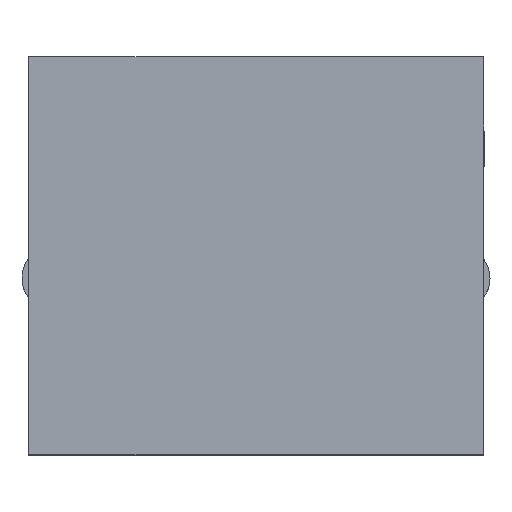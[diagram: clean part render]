
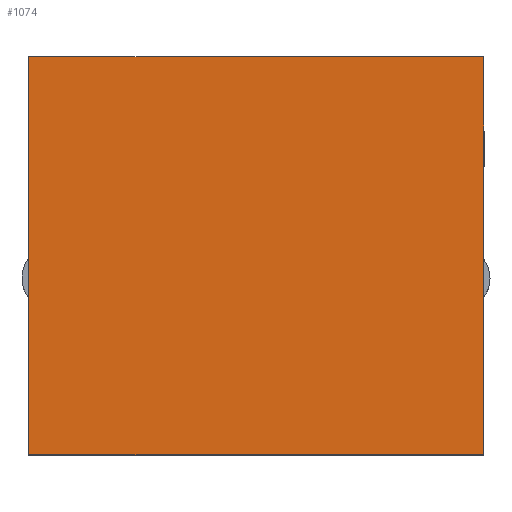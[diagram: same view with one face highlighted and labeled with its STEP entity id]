
A CAD part, top view. The second image highlights one B-rep face of the part: STEP entity #1074.
In plain terms, the highlighted planar face has unit normal (0, 0, 1).
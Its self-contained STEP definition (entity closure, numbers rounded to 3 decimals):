
#518 = VERTEX_POINT('',#519);
#519 = CARTESIAN_POINT('',(16.7,0.,14.75));
#525 = EDGE_CURVE('',#518,#526,#528,.T.);
#526 = VERTEX_POINT('',#527);
#527 = CARTESIAN_POINT('',(16.7,14.6,14.75));
#528 = LINE('',#529,#530);
#529 = CARTESIAN_POINT('',(16.7,0.,14.75));
#530 = VECTOR('',#531,1.);
#531 = DIRECTION('',(0.,1.,0.));
#564 = EDGE_CURVE('',#526,#565,#567,.T.);
#565 = VERTEX_POINT('',#566);
#566 = CARTESIAN_POINT('',(0.,14.6,14.75));
#567 = LINE('',#568,#569);
#568 = CARTESIAN_POINT('',(16.7,14.6,14.75));
#569 = VECTOR('',#570,1.);
#570 = DIRECTION('',(-1.,0.,0.));
#589 = EDGE_CURVE('',#565,#590,#592,.T.);
#590 = VERTEX_POINT('',#591);
#591 = CARTESIAN_POINT('',(0.,0.,14.75));
#592 = LINE('',#593,#594);
#593 = CARTESIAN_POINT('',(0.,14.6,14.75));
#594 = VECTOR('',#595,1.);
#595 = DIRECTION('',(0.,-1.,0.));
#1074 = ADVANCED_FACE('',(#1075),#1086,.T.);
#1075 = FACE_BOUND('',#1076,.T.);
#1076 = EDGE_LOOP('',(#1077,#1083,#1084,#1085));
#1077 = ORIENTED_EDGE('',*,*,#1078,.T.);
#1078 = EDGE_CURVE('',#590,#518,#1079,.T.);
#1079 = LINE('',#1080,#1081);
#1080 = CARTESIAN_POINT('',(0.,0.,14.75));
#1081 = VECTOR('',#1082,1.);
#1082 = DIRECTION('',(1.,0.,0.));
#1083 = ORIENTED_EDGE('',*,*,#525,.T.);
#1084 = ORIENTED_EDGE('',*,*,#564,.T.);
#1085 = ORIENTED_EDGE('',*,*,#589,.T.);
#1086 = PLANE('',#1087);
#1087 = AXIS2_PLACEMENT_3D('',#1088,#1089,#1090);
#1088 = CARTESIAN_POINT('',(8.35,7.3,14.75));
#1089 = DIRECTION('',(0.,0.,1.));
#1090 = DIRECTION('',(1.,0.,0.));
